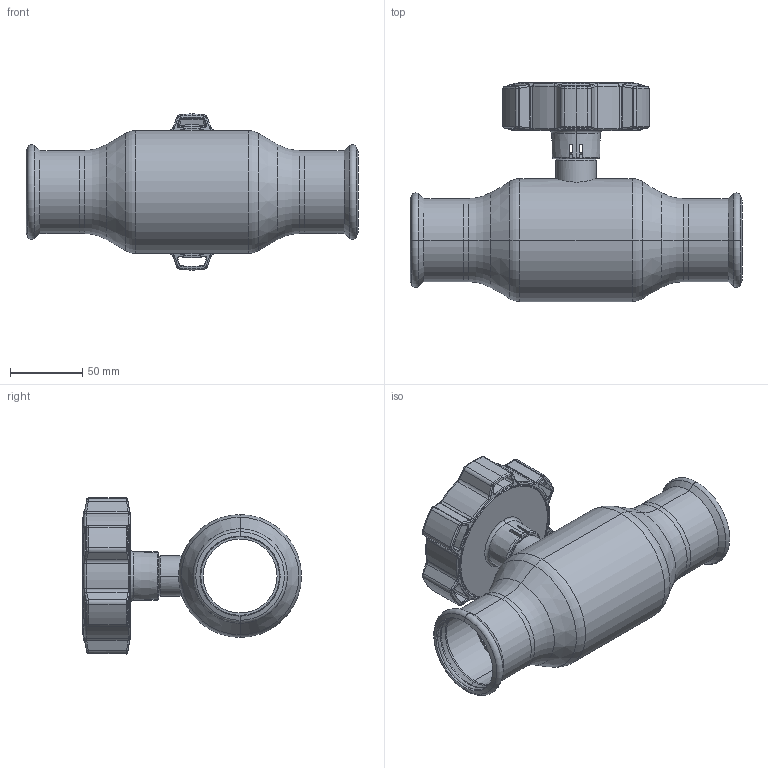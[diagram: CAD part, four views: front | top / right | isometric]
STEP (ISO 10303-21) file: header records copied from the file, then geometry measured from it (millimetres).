
FILE_DESCRIPTION (( 'STEP AP214' ), '1' );
FILE_NAME ('1050000100-1200.step', '2024-01-15T11:15:39', ( '' ), ( '' ), 'SwSTEP 2.0', 'SolidWorks 2021', '' );
FILE_SCHEMA (( 'AUTOMOTIVE_DESIGN' ));
Length unit declared in the file: millimetre
Products named in the file (1): 1050000100-1200
Bounding box: 229.6 x 151.5 x 107.98 mm (x, y, z)
Surface area: 116727.2 mm2 (no closed solid volume)
Topology: 0 solids, 12 shells, 496 faces, 1558 edges, 1036 vertices
Faces by surface type: bspline 160, cylinder 113, plane 87, torus 73, cone 57, sphere 6
Entity records: 31364 total; most frequent: CARTESIAN_POINT 13752, ORIENTED_EDGE 2647, DIRECTION 2133, EDGE_CURVE 1558, VERTEX_POINT 1036, AXIS2_PLACEMENT_3D 852, B_SPLINE_CURVE_WITH_KNOTS 591, EDGE_LOOP 524
